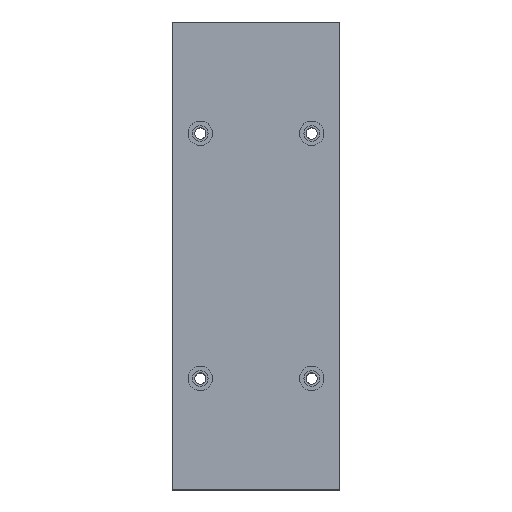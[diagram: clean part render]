
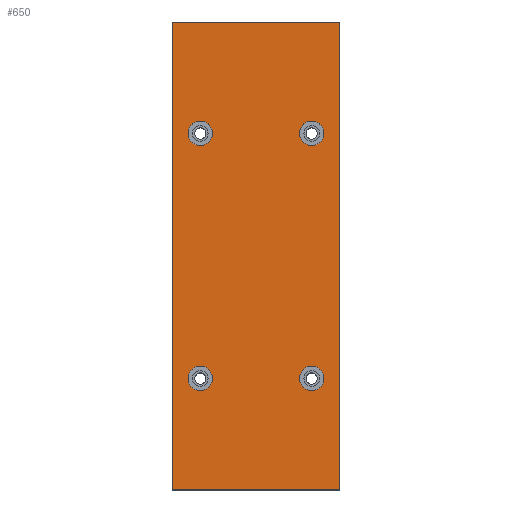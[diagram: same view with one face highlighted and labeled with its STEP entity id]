
A CAD part, top view. The second image highlights one B-rep face of the part: STEP entity #650.
In plain terms, the highlighted planar face has unit normal (0, 0, 1).
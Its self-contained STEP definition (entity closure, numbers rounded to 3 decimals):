
#29=PLANE('',#731);
#55=FACE_BOUND('',#153,.T.);
#56=FACE_BOUND('',#154,.T.);
#57=FACE_BOUND('',#155,.T.);
#58=FACE_BOUND('',#156,.T.);
#96=FACE_OUTER_BOUND('',#152,.T.);
#152=EDGE_LOOP('',(#563,#564,#565,#566));
#153=EDGE_LOOP('',(#567));
#154=EDGE_LOOP('',(#568));
#155=EDGE_LOOP('',(#569));
#156=EDGE_LOOP('',(#570));
#202=LINE('',#1213,#250);
#203=LINE('',#1216,#251);
#204=LINE('',#1218,#252);
#205=LINE('',#1219,#253);
#250=VECTOR('',#895,10.);
#251=VECTOR('',#898,10.);
#252=VECTOR('',#899,10.);
#253=VECTOR('',#900,10.);
#277=CIRCLE('',#703,5.5);
#280=CIRCLE('',#708,5.5);
#283=CIRCLE('',#713,5.5);
#286=CIRCLE('',#718,5.5);
#323=VERTEX_POINT('',#1154);
#326=VERTEX_POINT('',#1163);
#329=VERTEX_POINT('',#1172);
#332=VERTEX_POINT('',#1181);
#340=VERTEX_POINT('',#1207);
#342=VERTEX_POINT('',#1211);
#343=VERTEX_POINT('',#1215);
#344=VERTEX_POINT('',#1217);
#393=EDGE_CURVE('',#323,#323,#277,.T.);
#397=EDGE_CURVE('',#326,#326,#280,.T.);
#401=EDGE_CURVE('',#329,#329,#283,.T.);
#405=EDGE_CURVE('',#332,#332,#286,.T.);
#420=EDGE_CURVE('',#340,#342,#202,.T.);
#421=EDGE_CURVE('',#340,#343,#203,.T.);
#422=EDGE_CURVE('',#344,#342,#204,.T.);
#423=EDGE_CURVE('',#343,#344,#205,.T.);
#563=ORIENTED_EDGE('',*,*,#421,.F.);
#564=ORIENTED_EDGE('',*,*,#420,.T.);
#565=ORIENTED_EDGE('',*,*,#422,.F.);
#566=ORIENTED_EDGE('',*,*,#423,.F.);
#567=ORIENTED_EDGE('',*,*,#393,.T.);
#568=ORIENTED_EDGE('',*,*,#397,.T.);
#569=ORIENTED_EDGE('',*,*,#401,.T.);
#570=ORIENTED_EDGE('',*,*,#405,.T.);
#650=ADVANCED_FACE('',(#96,#55,#56,#57,#58),#29,.T.);
#703=AXIS2_PLACEMENT_3D('',#1155,#828,#829);
#708=AXIS2_PLACEMENT_3D('',#1164,#839,#840);
#713=AXIS2_PLACEMENT_3D('',#1173,#850,#851);
#718=AXIS2_PLACEMENT_3D('',#1182,#861,#862);
#731=AXIS2_PLACEMENT_3D('',#1214,#896,#897);
#828=DIRECTION('center_axis',(0.,0.,-1.));
#829=DIRECTION('ref_axis',(1.,0.,0.));
#839=DIRECTION('center_axis',(0.,0.,-1.));
#840=DIRECTION('ref_axis',(1.,0.,0.));
#850=DIRECTION('center_axis',(0.,0.,-1.));
#851=DIRECTION('ref_axis',(1.,0.,0.));
#861=DIRECTION('center_axis',(0.,0.,-1.));
#862=DIRECTION('ref_axis',(1.,0.,0.));
#895=DIRECTION('',(0.,1.,0.));
#896=DIRECTION('center_axis',(0.,0.,1.));
#897=DIRECTION('ref_axis',(1.,0.,0.));
#898=DIRECTION('',(-1.,0.,0.));
#899=DIRECTION('',(1.,0.,0.));
#900=DIRECTION('',(0.,1.,0.));
#1154=CARTESIAN_POINT('',(7.,50.,65.));
#1155=CARTESIAN_POINT('Origin',(12.5,50.,65.));
#1163=CARTESIAN_POINT('',(7.,160.,65.));
#1164=CARTESIAN_POINT('Origin',(12.5,160.,65.));
#1172=CARTESIAN_POINT('',(57.,50.,65.));
#1173=CARTESIAN_POINT('Origin',(62.5,50.,65.));
#1181=CARTESIAN_POINT('',(57.,160.,65.));
#1182=CARTESIAN_POINT('Origin',(62.5,160.,65.));
#1207=CARTESIAN_POINT('',(75.,0.,65.));
#1211=CARTESIAN_POINT('',(75.,210.,65.));
#1213=CARTESIAN_POINT('',(75.,0.,65.));
#1214=CARTESIAN_POINT('Origin',(0.,0.,65.));
#1215=CARTESIAN_POINT('',(0.,0.,65.));
#1216=CARTESIAN_POINT('',(75.,0.,65.));
#1217=CARTESIAN_POINT('',(0.,210.,65.));
#1218=CARTESIAN_POINT('',(75.,210.,65.));
#1219=CARTESIAN_POINT('',(0.,0.,65.));
